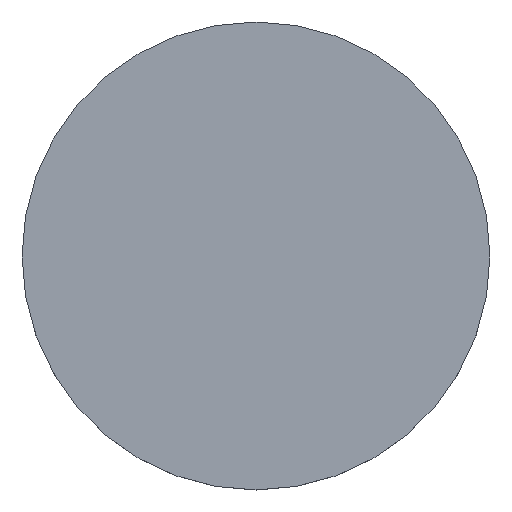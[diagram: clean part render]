
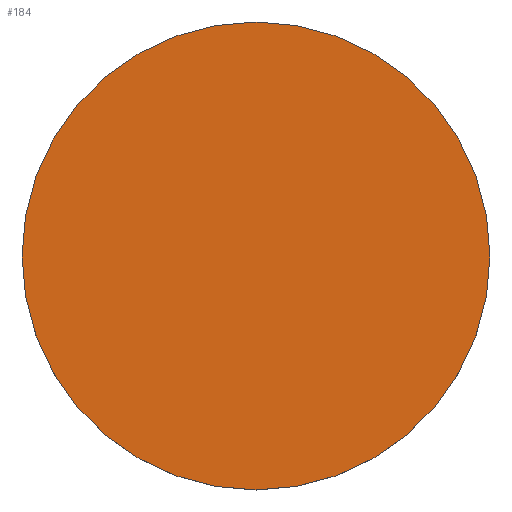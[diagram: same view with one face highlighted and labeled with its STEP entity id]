
A CAD part, top view. The second image highlights one B-rep face of the part: STEP entity #184.
In plain terms, the highlighted planar face has unit normal (0, 0, 1).
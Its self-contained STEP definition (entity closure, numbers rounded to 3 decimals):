
#14 = DIRECTION ( 'NONE',  ( 0., 0., 1. ) ) ;
#17 = PLANE ( 'NONE',  #203 ) ;
#22 = CARTESIAN_POINT ( 'NONE',  ( 0., 0., 3.2 ) ) ;
#36 = DIRECTION ( 'NONE',  ( 0., 0., -1. ) ) ;
#38 = VERTEX_POINT ( 'NONE', #169 ) ;
#49 = DIRECTION ( 'NONE',  ( 0., 0., -1. ) ) ;
#59 = VERTEX_POINT ( 'NONE', #92 ) ;
#78 = DIRECTION ( 'NONE',  ( 1., 0., 0. ) ) ;
#79 = DIRECTION ( 'NONE',  ( 1., 0., 0. ) ) ;
#88 = EDGE_CURVE ( 'NONE', #59, #38, #145, .T. ) ;
#92 = CARTESIAN_POINT ( 'NONE',  ( -12.7, 0., 3.2 ) ) ;
#109 = AXIS2_PLACEMENT_3D ( 'NONE', #114, #49, #78 ) ;
#114 = CARTESIAN_POINT ( 'NONE',  ( 0., 0., 3.2 ) ) ;
#135 = DIRECTION ( 'NONE',  ( 1., 0., 0. ) ) ;
#136 = ORIENTED_EDGE ( 'NONE', *, *, #88, .F. ) ;
#145 = CIRCLE ( 'NONE', #109, 12.7 ) ;
#155 = CARTESIAN_POINT ( 'NONE',  ( 0., 26.112, 3.2 ) ) ;
#158 = CIRCLE ( 'NONE', #187, 12.7 ) ;
#165 = FACE_OUTER_BOUND ( 'NONE', #220, .T. ) ;
#169 = CARTESIAN_POINT ( 'NONE',  ( 12.7, 0., 3.2 ) ) ;
#184 = ADVANCED_FACE ( 'NONE', ( #165 ), #17, .T. ) ;
#187 = AXIS2_PLACEMENT_3D ( 'NONE', #22, #36, #79 ) ;
#203 = AXIS2_PLACEMENT_3D ( 'NONE', #155, #14, #135 ) ;
#212 = ORIENTED_EDGE ( 'NONE', *, *, #222, .F. ) ;
#220 = EDGE_LOOP ( 'NONE', ( #212, #136 ) ) ;
#222 = EDGE_CURVE ( 'NONE', #38, #59, #158, .T. ) ;
